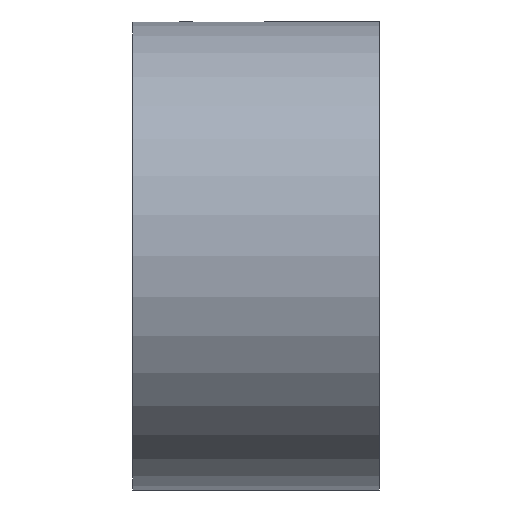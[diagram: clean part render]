
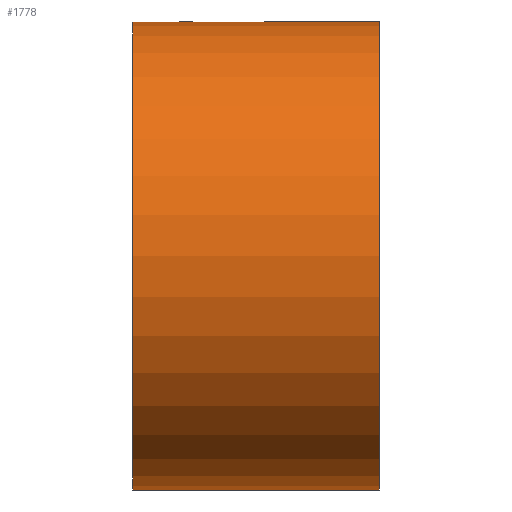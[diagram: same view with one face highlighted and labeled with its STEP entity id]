
A CAD part, front view. The second image highlights one B-rep face of the part: STEP entity #1778.
In plain terms, the highlighted cylindrical face has radius 9 mm (diameter 18 mm), a partial arc.
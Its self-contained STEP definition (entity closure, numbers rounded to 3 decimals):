
#3 = DIRECTION ( 'NONE',  ( 1., 0., 0. ) ) ;
#11 = CARTESIAN_POINT ( 'NONE',  ( 9.5, -13., -9. ) ) ;
#138 = CIRCLE ( 'NONE', #1784, 9. ) ;
#185 = DIRECTION ( 'NONE',  ( 0., 0., -1. ) ) ;
#193 = LINE ( 'NONE', #1056, #678 ) ;
#210 = DIRECTION ( 'NONE',  ( 1., 0., 0. ) ) ;
#262 = ORIENTED_EDGE ( 'NONE', *, *, #646, .F. ) ;
#311 = CARTESIAN_POINT ( 'NONE',  ( 9.5, -13., 0. ) ) ;
#319 = DIRECTION ( 'NONE',  ( -1., 0., 0. ) ) ;
#399 = AXIS2_PLACEMENT_3D ( 'NONE', #311, #3, #185 ) ;
#400 = CARTESIAN_POINT ( 'NONE',  ( 0., -13., -9. ) ) ;
#441 = EDGE_CURVE ( 'NONE', #1085, #1691, #516, .T. ) ;
#516 = LINE ( 'NONE', #1657, #1497 ) ;
#569 = ORIENTED_EDGE ( 'NONE', *, *, #1360, .T. ) ;
#610 = DIRECTION ( 'NONE',  ( -1., 0., 0. ) ) ;
#646 = EDGE_CURVE ( 'NONE', #1757, #1480, #193, .T. ) ;
#678 = VECTOR ( 'NONE', #610, 1000. ) ;
#725 = FACE_OUTER_BOUND ( 'NONE', #1590, .T. ) ;
#819 = DIRECTION ( 'NONE',  ( -1., 0., 0. ) ) ;
#976 = ORIENTED_EDGE ( 'NONE', *, *, #441, .T. ) ;
#1037 = CARTESIAN_POINT ( 'NONE',  ( 9.5, -13., 9. ) ) ;
#1055 = AXIS2_PLACEMENT_3D ( 'NONE', #1156, #319, #1288 ) ;
#1056 = CARTESIAN_POINT ( 'NONE',  ( 2.8, -13., -9. ) ) ;
#1085 = VERTEX_POINT ( 'NONE', #1037 ) ;
#1156 = CARTESIAN_POINT ( 'NONE',  ( 2.8, -13., 0. ) ) ;
#1184 = ORIENTED_EDGE ( 'NONE', *, *, #1228, .F. ) ;
#1211 = DIRECTION ( 'NONE',  ( 0., 0., -1. ) ) ;
#1228 = EDGE_CURVE ( 'NONE', #1085, #1757, #1343, .T. ) ;
#1288 = DIRECTION ( 'NONE',  ( 0., 0., 1. ) ) ;
#1343 = CIRCLE ( 'NONE', #399, 9. ) ;
#1360 = EDGE_CURVE ( 'NONE', #1691, #1480, #138, .T. ) ;
#1480 = VERTEX_POINT ( 'NONE', #400 ) ;
#1483 = CARTESIAN_POINT ( 'NONE',  ( 0., -13., 0. ) ) ;
#1497 = VECTOR ( 'NONE', #819, 1000. ) ;
#1543 = CARTESIAN_POINT ( 'NONE',  ( 0., -13., 9. ) ) ;
#1575 = CYLINDRICAL_SURFACE ( 'NONE', #1055, 9. ) ;
#1590 = EDGE_LOOP ( 'NONE', ( #569, #262, #1184, #976 ) ) ;
#1657 = CARTESIAN_POINT ( 'NONE',  ( 2.8, -13., 9. ) ) ;
#1691 = VERTEX_POINT ( 'NONE', #1543 ) ;
#1757 = VERTEX_POINT ( 'NONE', #11 ) ;
#1778 = ADVANCED_FACE ( 'NONE', ( #725 ), #1575, .T. ) ;
#1784 = AXIS2_PLACEMENT_3D ( 'NONE', #1483, #210, #1211 ) ;
